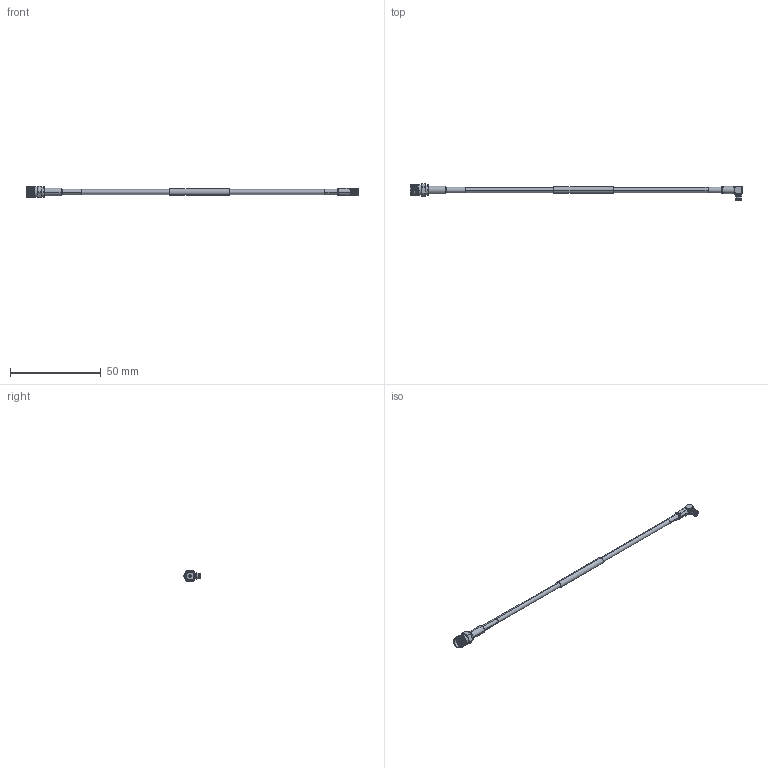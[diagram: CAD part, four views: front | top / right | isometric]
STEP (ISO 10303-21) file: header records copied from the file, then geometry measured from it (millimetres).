
FILE_DESCRIPTION (( 'STEP AP214' ), '1' );
FILE_NAME ('FMC00710_3D.step', '2023-02-23T03:17:39', ( '' ), ( '' ), 'SwSTEP 2.0', 'SolidWorks 2022', '' );
FILE_SCHEMA (( 'AUTOMOTIVE_DESIGN' ));
Length unit declared in the file: inch
Products named in the file (6): FMC00710_3D; heat shrink conn 1^FMC00710_conn 1; heat shrink conn 2^FMC00710_conn 1; FMCO1055^FMC00710_CRIMPED; LMR-100A-PVC Ø.110 jacket^FMC00710; SC7078^FMC00710
Assembly tree (5 placements, depth 2):
  FMC00710_3D
    LMR-100A-PVC Ø.110 jacket^FMC00710
    SC7078^FMC00710
    heat shrink conn 1^FMC00710_conn 1
    FMCO1055^FMC00710_CRIMPED
    heat shrink conn 2^FMC00710_conn 1
Bounding box: 182.91 x 9.31 x 6.35 mm (x, y, z)
Volume: 1543.7 mm3; surface area: 3814.5 mm2
Topology: 10 solids, 10 shells, 249 faces, 554 edges, 345 vertices
Faces by surface type: cylinder 105, plane 65, cone 52, torus 24, bspline 3
Entity records: 8833 total; most frequent: CARTESIAN_POINT 2802, DIRECTION 1209, ORIENTED_EDGE 1108, EDGE_CURVE 554, AXIS2_PLACEMENT_3D 507, VERTEX_POINT 345, EDGE_LOOP 281, CIRCLE 253
